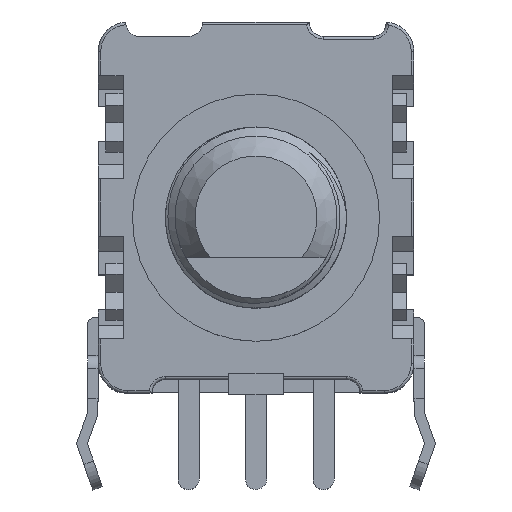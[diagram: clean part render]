
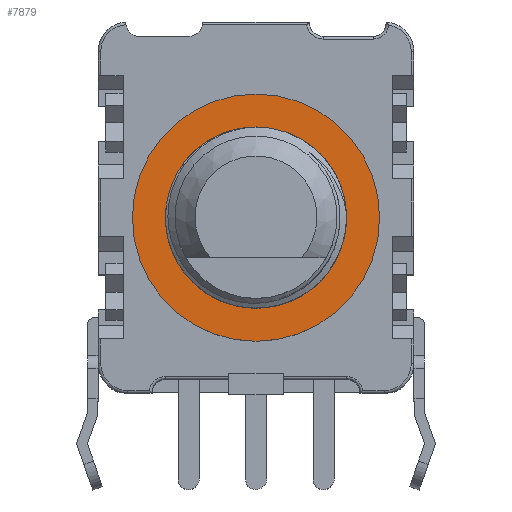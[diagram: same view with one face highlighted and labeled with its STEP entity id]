
A CAD part, top view. The second image highlights one B-rep face of the part: STEP entity #7879.
In plain terms, the highlighted planar face has unit normal (0, 0, 1).
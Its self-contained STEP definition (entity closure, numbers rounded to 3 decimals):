
#2032=ORIENTED_EDGE('',*,*,#3305,.F.);
#2033=ORIENTED_EDGE('',*,*,#3541,.F.);
#3305=EDGE_CURVE('',#4132,#4132,#4631,.T.);
#3541=EDGE_CURVE('',#4292,#4292,#4651,.T.);
#4132=VERTEX_POINT('',#12443);
#4292=VERTEX_POINT('',#12933);
#4631=CIRCLE('',#8139,3.353);
#4651=CIRCLE('',#8236,4.579);
#4865=EDGE_LOOP('',(#2032));
#4866=EDGE_LOOP('',(#2033));
#5186=FACE_BOUND('',#4865,.T.);
#5187=FACE_BOUND('',#4866,.T.);
#5477=PLANE('',#8235);
#7879=ADVANCED_FACE('',(#5186,#5187),#5477,.T.);
#8139=AXIS2_PLACEMENT_3D('',#12442,#8723,#8724);
#8235=AXIS2_PLACEMENT_3D('',#12931,#9124,#9125);
#8236=AXIS2_PLACEMENT_3D('',#12932,#9126,#9127);
#8723=DIRECTION('',(0.,0.,1.));
#8724=DIRECTION('',(1.,0.,0.));
#9124=DIRECTION('',(0.,0.,1.));
#9125=DIRECTION('',(1.,0.,0.));
#9126=DIRECTION('',(0.,0.,-1.));
#9127=DIRECTION('',(-1.,0.,0.));
#12442=CARTESIAN_POINT('',(0.,0.,
0.5));
#12443=CARTESIAN_POINT('',(3.353,0.,0.5));
#12931=CARTESIAN_POINT('',(0.,-4.579,0.5));
#12932=CARTESIAN_POINT('',(0.,0.,0.5));
#12933=CARTESIAN_POINT('',(-4.579,0.,0.5));
